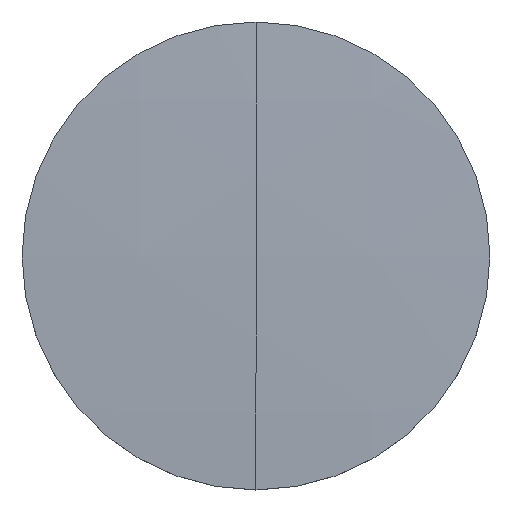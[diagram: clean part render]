
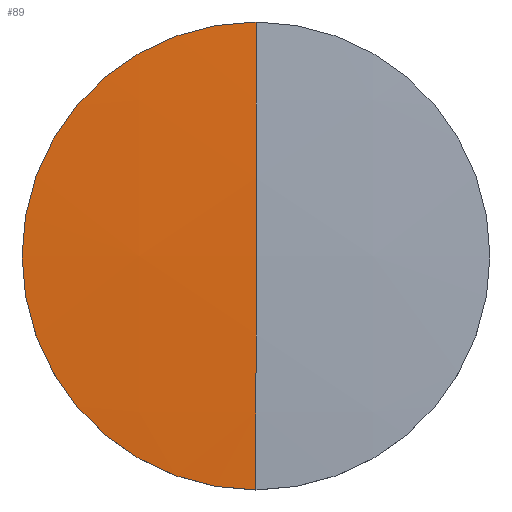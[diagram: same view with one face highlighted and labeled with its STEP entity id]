
A CAD part, top view. The second image highlights one B-rep face of the part: STEP entity #89.
In plain terms, the highlighted spherical face has radius 257.54 mm.
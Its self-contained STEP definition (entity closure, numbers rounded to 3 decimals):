
#17 = EDGE_CURVE ( 'NONE', #135, #19, #35, .T. ) ;
#19 = VERTEX_POINT ( 'NONE', #30 ) ;
#23 = CARTESIAN_POINT ( 'NONE',  ( 0., -12.7, 0.842 ) ) ;
#24 = CARTESIAN_POINT ( 'NONE',  ( 0., 0., 1.155 ) ) ;
#30 = CARTESIAN_POINT ( 'NONE',  ( -12.7, 0., 0.842 ) ) ;
#31 = DIRECTION ( 'NONE',  ( 1., 0., 0. ) ) ;
#32 = DIRECTION ( 'NONE',  ( 0., 0., 1. ) ) ;
#33 = CARTESIAN_POINT ( 'NONE',  ( 0., 0., 0.842 ) ) ;
#34 = AXIS2_PLACEMENT_3D ( 'NONE', #33, #32, #31 ) ;
#35 = CIRCLE ( 'NONE', #34, 12.7 ) ;
#69 = ORIENTED_EDGE ( 'NONE', *, *, #17, .T. ) ;
#70 = VERTEX_POINT ( 'NONE', #24 ) ;
#71 = ORIENTED_EDGE ( 'NONE', *, *, #78, .T. ) ;
#72 = VERTEX_POINT ( 'NONE', #23 ) ;
#75 = ORIENTED_EDGE ( 'NONE', *, *, #76, .F. ) ;
#76 = EDGE_CURVE ( 'NONE', #135, #70, #123, .T. ) ;
#78 = EDGE_CURVE ( 'NONE', #19, #72, #118, .T. ) ;
#87 = EDGE_LOOP ( 'NONE', ( #69, #71, #132, #75 ) ) ;
#89 = ADVANCED_FACE ( 'NONE', ( #206 ), #174, .T. ) ;
#114 = DIRECTION ( 'NONE',  ( 1., 0., 0. ) ) ;
#115 = DIRECTION ( 'NONE',  ( 0., 0., 1. ) ) ;
#116 = CARTESIAN_POINT ( 'NONE',  ( 0., 0., 0.842 ) ) ;
#117 = AXIS2_PLACEMENT_3D ( 'NONE', #116, #115, #114 ) ;
#118 = CIRCLE ( 'NONE', #117, 12.7 ) ;
#119 = DIRECTION ( 'NONE',  ( 0., 0., -1. ) ) ;
#120 = DIRECTION ( 'NONE',  ( 1., 0., 0. ) ) ;
#121 = CARTESIAN_POINT ( 'NONE',  ( 0., 0., -256.385 ) ) ;
#122 = AXIS2_PLACEMENT_3D ( 'NONE', #121, #120, #119 ) ;
#123 = CIRCLE ( 'NONE', #122, 257.54 ) ;
#132 = ORIENTED_EDGE ( 'NONE', *, *, #133, .T. ) ;
#133 = EDGE_CURVE ( 'NONE', #72, #70, #167, .T. ) ;
#135 = VERTEX_POINT ( 'NONE', #180 ) ;
#167 = CIRCLE ( 'NONE', #239, 257.54 ) ;
#174 = SPHERICAL_SURFACE ( 'NONE', #233, 257.54 ) ;
#180 = CARTESIAN_POINT ( 'NONE',  ( 0., 12.7, 0.842 ) ) ;
#181 = DIRECTION ( 'NONE',  ( 0., -1., 0. ) ) ;
#182 = DIRECTION ( 'NONE',  ( -1., 0., 0. ) ) ;
#206 = FACE_OUTER_BOUND ( 'NONE', #87, .T. ) ;
#230 = DIRECTION ( 'NONE',  ( 0., 1., 0. ) ) ;
#231 = DIRECTION ( 'NONE',  ( -1., 0., 0. ) ) ;
#232 = CARTESIAN_POINT ( 'NONE',  ( 0., 0., -256.385 ) ) ;
#233 = AXIS2_PLACEMENT_3D ( 'NONE', #232, #231, #230 ) ;
#238 = CARTESIAN_POINT ( 'NONE',  ( 0., 0., -256.385 ) ) ;
#239 = AXIS2_PLACEMENT_3D ( 'NONE', #238, #182, #181 ) ;
